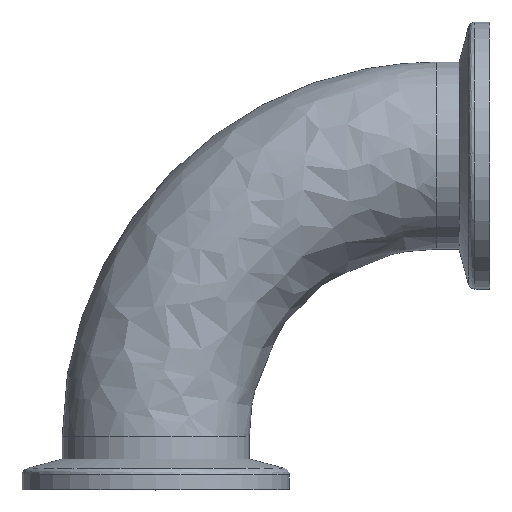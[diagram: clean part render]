
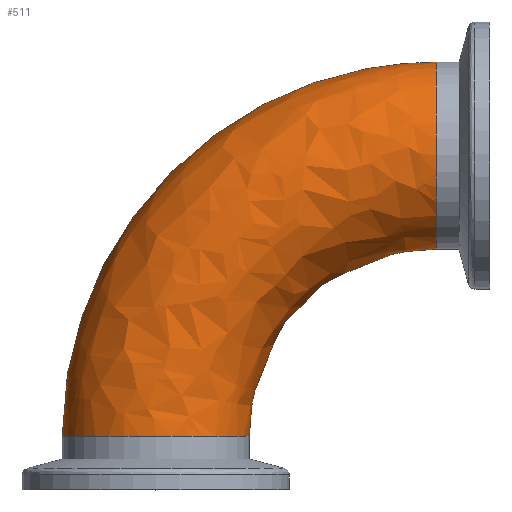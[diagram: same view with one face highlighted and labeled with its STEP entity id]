
A CAD part, top view. The second image highlights one B-rep face of the part: STEP entity #511.
In plain terms, the highlighted free-form (B-spline) face has degree [3, 3] with [7, 4] control points.
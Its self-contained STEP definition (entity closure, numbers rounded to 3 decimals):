
#15 = CARTESIAN_POINT ( 'NONE',  ( 42., 42., 0. ) ) ;
#20 = EDGE_CURVE ( 'NONE', #582, #582, #320, .T. ) ;
#60 =( BOUNDED_SURFACE ( )  B_SPLINE_SURFACE ( 3, 3, ( 
 ( #865, #388, #591, #985 ),
 ( #1298, #1092, #594, #1301 ),
 ( #489, #583, #385, #1196 ),
 ( #890, #884, #501, #782 ),
 ( #486, #692, #496, #896 ),
 ( #688, #285, #1200, #186 ),
 ( #1098, #400, #1206, #994 ) ),
 .UNSPECIFIED., .T., .F., .T. ) 
 B_SPLINE_SURFACE_WITH_KNOTS ( ( 4, 3, 4 ),
 ( 4, 4 ),
 ( 0., 0.5, 1. ),
 ( 0., 1. ),
 .UNSPECIFIED. ) 
 GEOMETRIC_REPRESENTATION_ITEM ( )  RATIONAL_B_SPLINE_SURFACE ( (
 ( 1., 0.805, 0.805, 1.),
 ( 0.333, 0.268, 0.268, 0.333),
 ( 0.333, 0.268, 0.268, 0.333),
 ( 1., 0.805, 0.805, 1.),
 ( 0.333, 0.268, 0.268, 0.333),
 ( 0.333, 0.268, 0.268, 0.333),
 ( 1., 0.805, 0.805, 1.) ) ) 
 REPRESENTATION_ITEM ( '' )  SURFACE ( )  );
#70 = ORIENTED_EDGE ( 'NONE', *, *, #20, .T. ) ;
#186 = CARTESIAN_POINT ( 'NONE',  ( 42., 56., -28. ) ) ;
#269 = DIRECTION ( 'NONE',  ( 0., 1., 0. ) ) ;
#285 = CARTESIAN_POINT ( 'NONE',  ( -14., 32.804, -28. ) ) ;
#298 = FACE_OUTER_BOUND ( 'NONE', #1256, .T. ) ;
#320 = CIRCLE ( 'NONE', #877, 14. ) ;
#385 = CARTESIAN_POINT ( 'NONE',  ( 25.598, 28., 28. ) ) ;
#388 = CARTESIAN_POINT ( 'NONE',  ( -14., 32.804, 0. ) ) ;
#398 = ORIENTED_EDGE ( 'NONE', *, *, #490, .T. ) ;
#400 = CARTESIAN_POINT ( 'NONE',  ( -14., 32.804, 0. ) ) ;
#407 = FACE_OUTER_BOUND ( 'NONE', #599, .T. ) ;
#419 = DIRECTION ( 'NONE',  ( -1., 0., 0. ) ) ;
#427 = CIRCLE ( 'NONE', #1096, 14. ) ;
#486 = CARTESIAN_POINT ( 'NONE',  ( 14., 0., -28. ) ) ;
#489 = CARTESIAN_POINT ( 'NONE',  ( 14., 0., 28. ) ) ;
#490 = EDGE_CURVE ( 'NONE', #1036, #1036, #427, .T. ) ;
#496 = CARTESIAN_POINT ( 'NONE',  ( 25.598, 28., -28. ) ) ;
#501 = CARTESIAN_POINT ( 'NONE',  ( 25.598, 28., 0. ) ) ;
#511 = ADVANCED_FACE ( 'NONE', ( #298, #407 ), #60, .T. ) ;
#582 = VERTEX_POINT ( 'NONE', #1061 ) ;
#583 = CARTESIAN_POINT ( 'NONE',  ( 14., 16.402, 28. ) ) ;
#591 = CARTESIAN_POINT ( 'NONE',  ( 9.196, 56., 0. ) ) ;
#594 = CARTESIAN_POINT ( 'NONE',  ( 9.196, 56., 28. ) ) ;
#599 = EDGE_LOOP ( 'NONE', ( #70 ) ) ;
#688 = CARTESIAN_POINT ( 'NONE',  ( -14., 0., -28. ) ) ;
#692 = CARTESIAN_POINT ( 'NONE',  ( 14., 16.402, -28. ) ) ;
#782 = CARTESIAN_POINT ( 'NONE',  ( 42., 28., 0. ) ) ;
#865 = CARTESIAN_POINT ( 'NONE',  ( -14., 0., 0. ) ) ;
#869 = DIRECTION ( 'NONE',  ( -1., 0., 0. ) ) ;
#877 = AXIS2_PLACEMENT_3D ( 'NONE', #15, #419, #912 ) ;
#884 = CARTESIAN_POINT ( 'NONE',  ( 14., 16.402, 0. ) ) ;
#890 = CARTESIAN_POINT ( 'NONE',  ( 14., 0., 0. ) ) ;
#896 = CARTESIAN_POINT ( 'NONE',  ( 42., 28., -28. ) ) ;
#912 = DIRECTION ( 'NONE',  ( 0., 1., 0. ) ) ;
#947 = CARTESIAN_POINT ( 'NONE',  ( -14., 0., 0. ) ) ;
#967 = CARTESIAN_POINT ( 'NONE',  ( 0., 0., 0. ) ) ;
#985 = CARTESIAN_POINT ( 'NONE',  ( 42., 56., 0. ) ) ;
#994 = CARTESIAN_POINT ( 'NONE',  ( 42., 56., 0. ) ) ;
#1036 = VERTEX_POINT ( 'NONE', #947 ) ;
#1061 = CARTESIAN_POINT ( 'NONE',  ( 42., 56., 0. ) ) ;
#1092 = CARTESIAN_POINT ( 'NONE',  ( -14., 32.804, 28. ) ) ;
#1096 = AXIS2_PLACEMENT_3D ( 'NONE', #967, #269, #869 ) ;
#1098 = CARTESIAN_POINT ( 'NONE',  ( -14., 0., 0. ) ) ;
#1196 = CARTESIAN_POINT ( 'NONE',  ( 42., 28., 28. ) ) ;
#1200 = CARTESIAN_POINT ( 'NONE',  ( 9.196, 56., -28. ) ) ;
#1206 = CARTESIAN_POINT ( 'NONE',  ( 9.196, 56., 0. ) ) ;
#1256 = EDGE_LOOP ( 'NONE', ( #398 ) ) ;
#1298 = CARTESIAN_POINT ( 'NONE',  ( -14., 0., 28. ) ) ;
#1301 = CARTESIAN_POINT ( 'NONE',  ( 42., 56., 28. ) ) ;
